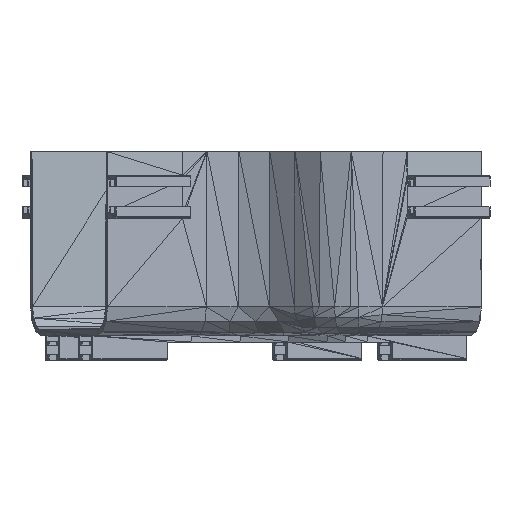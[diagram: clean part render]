
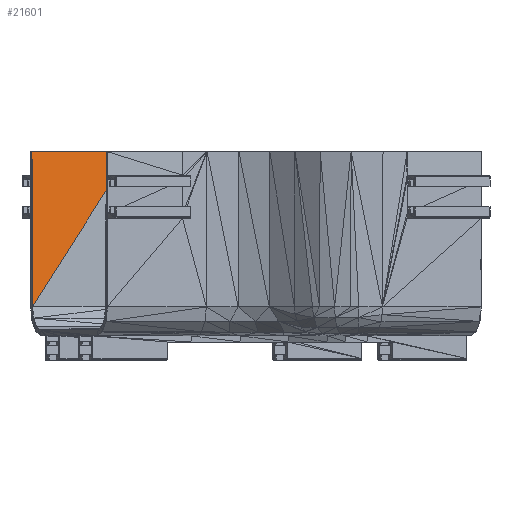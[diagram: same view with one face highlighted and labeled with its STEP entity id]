
A CAD part, left-side view. The second image highlights one B-rep face of the part: STEP entity #21601.
In plain terms, the highlighted planar face has unit normal (-0.94, -0.342, 0.011).
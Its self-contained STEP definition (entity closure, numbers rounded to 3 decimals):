
#9760 = PLANE('',#9761);
#9761 = AXIS2_PLACEMENT_3D('',#9762,#9763,#9764);
#9762 = CARTESIAN_POINT('',(-443.845,-5106.581,
    16.95));
#9763 = DIRECTION('',(0.,0.,1.));
#9764 = DIRECTION('',(1.,0.,0.));
#19472 = VERTEX_POINT('',#19473);
#19473 = CARTESIAN_POINT('',(-509.221,-5021.201,
    -71.202));
#19513 = PLANE('',#19514);
#19514 = AXIS2_PLACEMENT_3D('',#19515,#19516,#19517);
#19515 = CARTESIAN_POINT('',(-508.577,-5020.967,
    -31.443));
#19516 = DIRECTION('',(-0.342,0.94,0.
    ));
#19517 = DIRECTION('',(0.94,0.342,0.));
#19529 = EDGE_CURVE('',#19472,#19530,#19532,.T.);
#19530 = VERTEX_POINT('',#19531);
#19531 = CARTESIAN_POINT('',(-508.298,-5020.865,
    16.95));
#19532 = SURFACE_CURVE('',#19533,(#19537,#19544),.PCURVE_S1.);
#19533 = LINE('',#19534,#19535);
#19534 = CARTESIAN_POINT('',(-509.221,-5021.201,
    -71.202));
#19535 = VECTOR('',#19536,1.);
#19536 = DIRECTION('',(0.01,0.004,
    1.));
#19537 = PCURVE('',#19513,#19538);
#19538 = DEFINITIONAL_REPRESENTATION('',(#19539),#19543);
#19539 = LINE('',#19540,#19541);
#19540 = CARTESIAN_POINT('',(-0.685,39.759));
#19541 = VECTOR('',#19542,1.);
#19542 = DIRECTION('',(0.011,-1.));
#19543 = ( GEOMETRIC_REPRESENTATION_CONTEXT(2) 
PARAMETRIC_REPRESENTATION_CONTEXT() REPRESENTATION_CONTEXT('2D SPACE',''
  ) );
#19544 = PCURVE('',#19545,#19550);
#19545 = PLANE('',#19546);
#19546 = AXIS2_PLACEMENT_3D('',#19547,#19548,#19549);
#19547 = CARTESIAN_POINT('',(-501.935,-5039.446,
    -16.742));
#19548 = DIRECTION('',(-0.94,-0.342,
    0.011));
#19549 = DIRECTION('',(0.342,-0.94,0.));
#19550 = DEFINITIONAL_REPRESENTATION('',(#19551),#19555);
#19551 = LINE('',#19552,#19553);
#19552 = CARTESIAN_POINT('',(-19.637,-54.463));
#19553 = VECTOR('',#19554,1.);
#19554 = DIRECTION('',(0.,1.));
#19555 = ( GEOMETRIC_REPRESENTATION_CONTEXT(2) 
PARAMETRIC_REPRESENTATION_CONTEXT() REPRESENTATION_CONTEXT('2D SPACE',''
  ) );
#21601 = ADVANCED_FACE('',(#21602),#19545,.T.);
#21602 = FACE_BOUND('',#21603,.T.);
#21603 = EDGE_LOOP('',(#21604,#21632,#21653));
#21604 = ORIENTED_EDGE('',*,*,#21605,.T.);
#21605 = EDGE_CURVE('',#19472,#21606,#21608,.T.);
#21606 = VERTEX_POINT('',#21607);
#21607 = CARTESIAN_POINT('',(-487.763,-5077.287,
    16.95));
#21608 = SURFACE_CURVE('',#21609,(#21613,#21620),.PCURVE_S1.);
#21609 = LINE('',#21610,#21611);
#21610 = CARTESIAN_POINT('',(-509.221,-5021.201,
    -71.202));
#21611 = VECTOR('',#21612,1.);
#21612 = DIRECTION('',(0.201,-0.526,0.826));
#21613 = PCURVE('',#19545,#21614);
#21614 = DEFINITIONAL_REPRESENTATION('',(#21615),#21619);
#21615 = LINE('',#21616,#21617);
#21616 = CARTESIAN_POINT('',(-19.637,-54.463));
#21617 = VECTOR('',#21618,1.);
#21618 = DIRECTION('',(0.563,0.827));
#21619 = ( GEOMETRIC_REPRESENTATION_CONTEXT(2) 
PARAMETRIC_REPRESENTATION_CONTEXT() REPRESENTATION_CONTEXT('2D SPACE',''
  ) );
#21620 = PCURVE('',#21621,#21626);
#21621 = PLANE('',#21622);
#21622 = AXIS2_PLACEMENT_3D('',#21623,#21624,#21625);
#21623 = CARTESIAN_POINT('',(-495.052,-5059.031,
    -37.504));
#21624 = DIRECTION('',(-0.94,-0.342,0.011
    ));
#21625 = DIRECTION('',(0.342,-0.94,0.
    ));
#21626 = DEFINITIONAL_REPRESENTATION('',(#21627),#21631);
#21627 = LINE('',#21628,#21629);
#21628 = CARTESIAN_POINT('',(-40.395,-33.7));
#21629 = VECTOR('',#21630,1.);
#21630 = DIRECTION('',(0.563,0.827));
#21631 = ( GEOMETRIC_REPRESENTATION_CONTEXT(2) 
PARAMETRIC_REPRESENTATION_CONTEXT() REPRESENTATION_CONTEXT('2D SPACE',''
  ) );
#21632 = ORIENTED_EDGE('',*,*,#21633,.F.);
#21633 = EDGE_CURVE('',#19530,#21606,#21634,.T.);
#21634 = SURFACE_CURVE('',#21635,(#21639,#21646),.PCURVE_S1.);
#21635 = LINE('',#21636,#21637);
#21636 = CARTESIAN_POINT('',(-508.298,-5020.865,
    16.95));
#21637 = VECTOR('',#21638,1.);
#21638 = DIRECTION('',(0.342,-0.94,0.));
#21639 = PCURVE('',#19545,#21640);
#21640 = DEFINITIONAL_REPRESENTATION('',(#21641),#21645);
#21641 = LINE('',#21642,#21643);
#21642 = CARTESIAN_POINT('',(-19.637,33.694));
#21643 = VECTOR('',#21644,1.);
#21644 = DIRECTION('',(1.,0.));
#21645 = ( GEOMETRIC_REPRESENTATION_CONTEXT(2) 
PARAMETRIC_REPRESENTATION_CONTEXT() REPRESENTATION_CONTEXT('2D SPACE',''
  ) );
#21646 = PCURVE('',#9760,#21647);
#21647 = DEFINITIONAL_REPRESENTATION('',(#21648),#21652);
#21648 = LINE('',#21649,#21650);
#21649 = CARTESIAN_POINT('',(-64.453,85.716));
#21650 = VECTOR('',#21651,1.);
#21651 = DIRECTION('',(0.342,-0.94));
#21652 = ( GEOMETRIC_REPRESENTATION_CONTEXT(2) 
PARAMETRIC_REPRESENTATION_CONTEXT() REPRESENTATION_CONTEXT('2D SPACE',''
  ) );
#21653 = ORIENTED_EDGE('',*,*,#19529,.F.);
